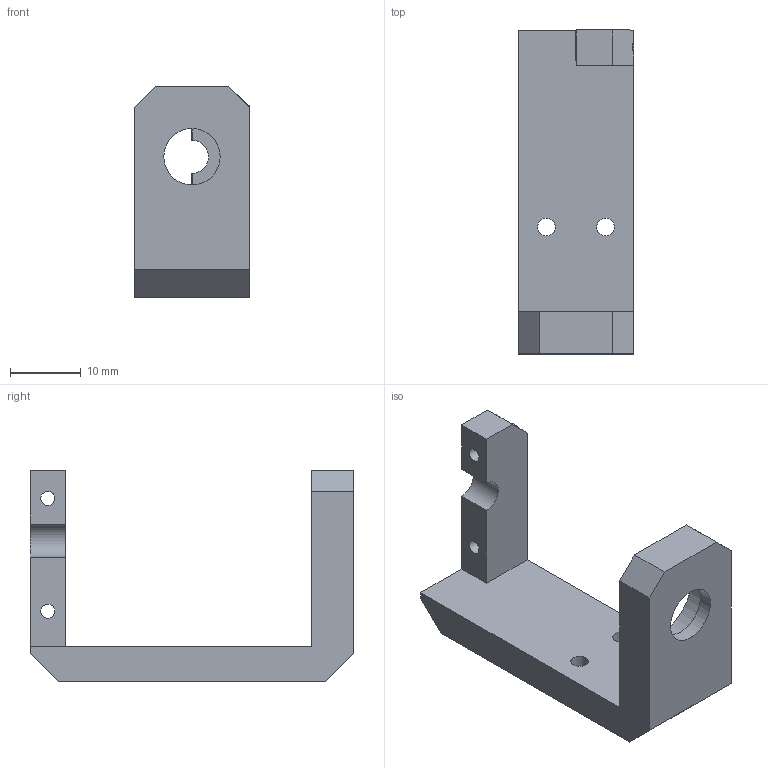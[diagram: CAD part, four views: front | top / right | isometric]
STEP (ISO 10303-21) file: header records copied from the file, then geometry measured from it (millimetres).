
FILE_DESCRIPTION(/* description */ (''),/* implementation_level */ '2;1');
FILE_NAME(/* name */ 'hip_joint.step',/* time_stamp */ '2020-05-20T16:02:51+02:00',/* author */ (''),/* organization */ (''),/* preprocessor_version */ 'ST-DEVELOPER v18.1',/* originating_system */ 'Autodesk Translation Framework v9.3.0.1241',/* authorisation */ '');
FILE_SCHEMA (('AUTOMOTIVE_DESIGN { 1 0 10303 214 3 1 1 }'));
Length unit declared in the file: millimetre
Products named in the file (1): hip_joint
Bounding box: 16.4 x 45.9 x 30 mm (x, y, z)
Volume: 6174.5 mm3; surface area: 3995.2 mm2
Topology: 1 solids, 1 shells, 26 faces, 69 edges, 46 vertices
Faces by surface type: plane 18, cylinder 8
Full cylindrical faces by diameter (mm): 2 x2, 2.5 x2, 8 x1, 12.5 x1
Entity records: 862 total; most frequent: CARTESIAN_POINT 142, DIRECTION 139, ORIENTED_EDGE 138, EDGE_CURVE 69, LINE 53, VECTOR 53, VERTEX_POINT 46, AXIS2_PLACEMENT_3D 43
